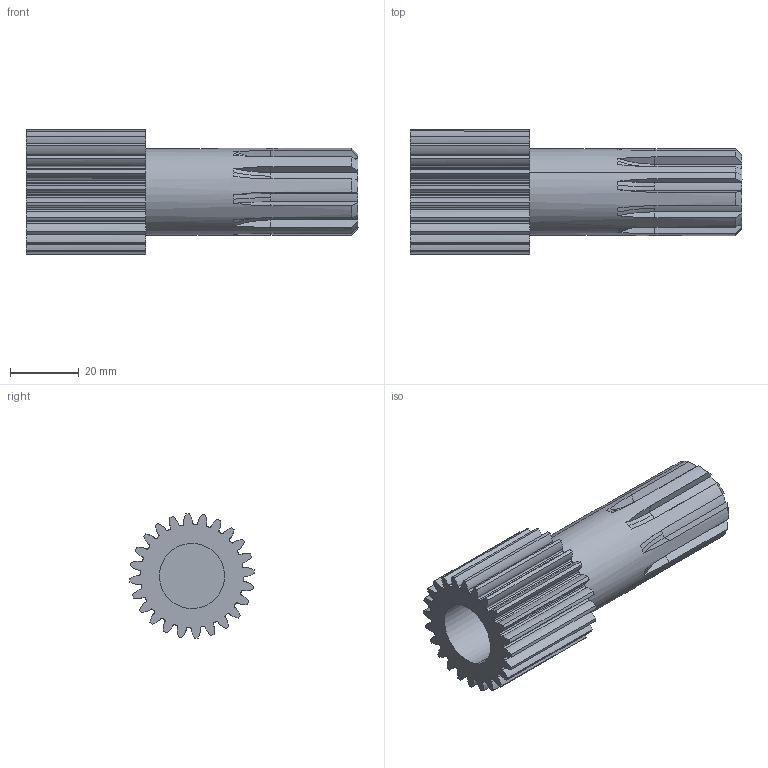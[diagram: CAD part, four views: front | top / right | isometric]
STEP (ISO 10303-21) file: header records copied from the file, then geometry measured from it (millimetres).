
FILE_DESCRIPTION (( 'STEP AP203' ), '1' );
FILE_NAME ('RRFDSunGear_Primary.STEP', '2023-07-27T05:57:27', ( '' ), ( '' ), 'SwSTEP 2.0', 'SolidWorks 2021', '' );
FILE_SCHEMA (( 'CONFIG_CONTROL_DESIGN' ));
Length unit declared in the file: centimetre
Products named in the file (4): Planetary Hub _1_-1; RRFDSunGear_Primary; Part 53; Rear Axle Assembly _1_
Assembly tree (3 placements, depth 4):
  RRFDSunGear_Primary
    Rear Axle Assembly _1_
      Planetary Hub _1_-1
        Part 53
Bounding box: 96.92 x 36.43 x 36.43 mm (x, y, z)
Volume: 52125.8 mm3; surface area: 16542.8 mm2
Topology: 1 solids, 1 shells, 246 faces, 725 edges, 483 vertices
Faces by surface type: cylinder 123, bspline 48, cone 31, plane 24, torus 20
Entity records: 11038 total; most frequent: CARTESIAN_POINT 4186, ORIENTED_EDGE 1450, DIRECTION 1308, EDGE_CURVE 725, AXIS2_PLACEMENT_3D 533, VERTEX_POINT 483, CIRCLE 327, EDGE_LOOP 248
